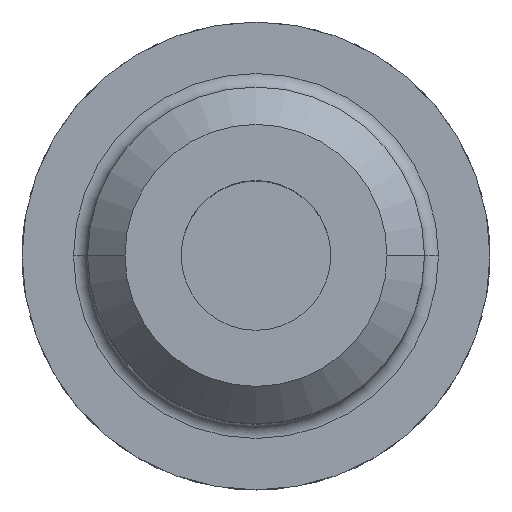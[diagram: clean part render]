
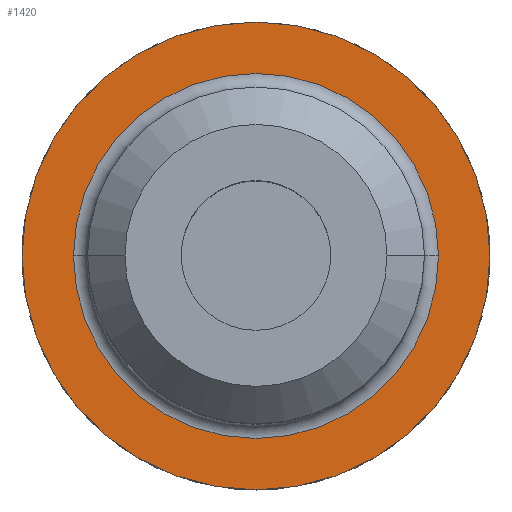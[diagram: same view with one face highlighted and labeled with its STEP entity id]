
A CAD part, top view. The second image highlights one B-rep face of the part: STEP entity #1420.
In plain terms, the highlighted planar face has unit normal (0, 0, 1).
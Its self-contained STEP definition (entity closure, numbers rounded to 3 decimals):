
#85 = VERTEX_POINT ( 'NONE', #475 ) ;
#103 = AXIS2_PLACEMENT_3D ( 'NONE', #1035, #1562, #1551 ) ;
#143 = CARTESIAN_POINT ( 'NONE',  ( -50., 0., 38. ) ) ;
#194 = ORIENTED_EDGE ( 'NONE', *, *, #896, .F. ) ;
#224 = ORIENTED_EDGE ( 'NONE', *, *, #300, .T. ) ;
#277 = FACE_OUTER_BOUND ( 'NONE', #652, .T. ) ;
#291 = ORIENTED_EDGE ( 'NONE', *, *, #1586, .T. ) ;
#300 = EDGE_CURVE ( 'NONE', #85, #676, #1046, .T. ) ;
#315 = VERTEX_POINT ( 'NONE', #143 ) ;
#325 = CARTESIAN_POINT ( 'NONE',  ( 0., 36., 38. ) ) ;
#381 = DIRECTION ( 'NONE',  ( -1., 0., 0. ) ) ;
#475 = CARTESIAN_POINT ( 'NONE',  ( 39., 0., 38. ) ) ;
#487 = VERTEX_POINT ( 'NONE', #685 ) ;
#508 = DIRECTION ( 'NONE',  ( 0., 0., -1. ) ) ;
#592 = FACE_BOUND ( 'NONE', #1288, .T. ) ;
#593 = DIRECTION ( 'NONE',  ( 0., 0., -1. ) ) ;
#608 = AXIS2_PLACEMENT_3D ( 'NONE', #325, #1076, #1474 ) ;
#652 = EDGE_LOOP ( 'NONE', ( #915, #194 ) ) ;
#676 = VERTEX_POINT ( 'NONE', #1092 ) ;
#685 = CARTESIAN_POINT ( 'NONE',  ( 50., 0., 38. ) ) ;
#714 = DIRECTION ( 'NONE',  ( -1., 0., 0. ) ) ;
#733 = DIRECTION ( 'NONE',  ( -1., 0., 0. ) ) ;
#896 = EDGE_CURVE ( 'NONE', #487, #315, #1309, .T. ) ;
#915 = ORIENTED_EDGE ( 'NONE', *, *, #1614, .F. ) ;
#948 = AXIS2_PLACEMENT_3D ( 'NONE', #1649, #1004, #714 ) ;
#983 = CARTESIAN_POINT ( 'NONE',  ( 0., 0., 38. ) ) ;
#1004 = DIRECTION ( 'NONE',  ( 0., 0., -1. ) ) ;
#1005 = CARTESIAN_POINT ( 'NONE',  ( 0., 0., 38. ) ) ;
#1012 = AXIS2_PLACEMENT_3D ( 'NONE', #1005, #508, #381 ) ;
#1035 = CARTESIAN_POINT ( 'NONE',  ( 0., 0., 38. ) ) ;
#1046 = CIRCLE ( 'NONE', #1012, 39. ) ;
#1076 = DIRECTION ( 'NONE',  ( 0., 0., -1. ) ) ;
#1092 = CARTESIAN_POINT ( 'NONE',  ( -39., 0., 38. ) ) ;
#1259 = CIRCLE ( 'NONE', #948, 39. ) ;
#1288 = EDGE_LOOP ( 'NONE', ( #291, #224 ) ) ;
#1309 = CIRCLE ( 'NONE', #103, 50. ) ;
#1420 = ADVANCED_FACE ( 'NONE', ( #592, #277 ), #1620, .F. ) ;
#1474 = DIRECTION ( 'NONE',  ( -1., 0., 0. ) ) ;
#1521 = CIRCLE ( 'NONE', #1623, 50. ) ;
#1551 = DIRECTION ( 'NONE',  ( -1., 0., 0. ) ) ;
#1562 = DIRECTION ( 'NONE',  ( 0., 0., -1. ) ) ;
#1586 = EDGE_CURVE ( 'NONE', #676, #85, #1259, .T. ) ;
#1614 = EDGE_CURVE ( 'NONE', #315, #487, #1521, .T. ) ;
#1620 = PLANE ( 'NONE',  #608 ) ;
#1623 = AXIS2_PLACEMENT_3D ( 'NONE', #983, #593, #733 ) ;
#1649 = CARTESIAN_POINT ( 'NONE',  ( 0., 0., 38. ) ) ;
